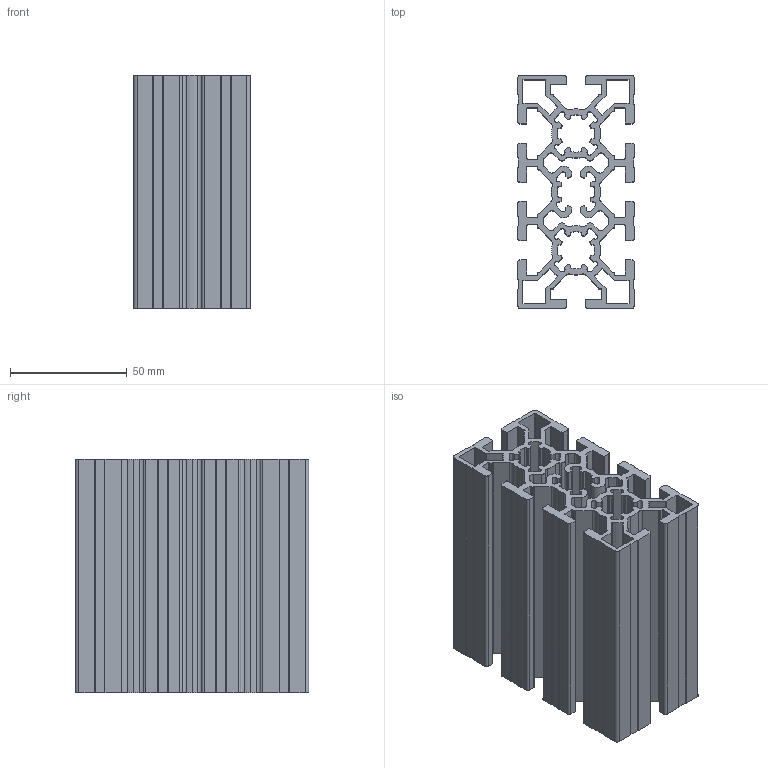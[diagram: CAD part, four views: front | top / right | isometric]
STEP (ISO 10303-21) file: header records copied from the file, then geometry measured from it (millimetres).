
FILE_DESCRIPTION (( 'STEP AP203' ), '1' );
FILE_NAME ('Perfil 50x100 Básico 100 20-20.STEP', '2015-12-15T10:47:28', ( '' ), ( '' ), 'SwSTEP 2.0', 'SolidWorks 2014', '' );
FILE_SCHEMA (( 'CONFIG_CONTROL_DESIGN' ));
Length unit declared in the file: millimetre
Products named in the file (1): Perfil 50x100 Básico   100  20-20
Bounding box: 50 x 100 x 100 mm (x, y, z)
Volume: 170602.4 mm3; surface area: 134179.5 mm2
Topology: 1 solids, 1 shells, 632 faces, 1890 edges, 1260 vertices
Faces by surface type: cylinder 370, plane 262
Entity records: 21659 total; most frequent: DIRECTION 3896, CARTESIAN_POINT 3783, ORIENTED_EDGE 3780, EDGE_CURVE 1890, AXIS2_PLACEMENT_3D 1373, VERTEX_POINT 1260, VECTOR 1150, LINE 1150
